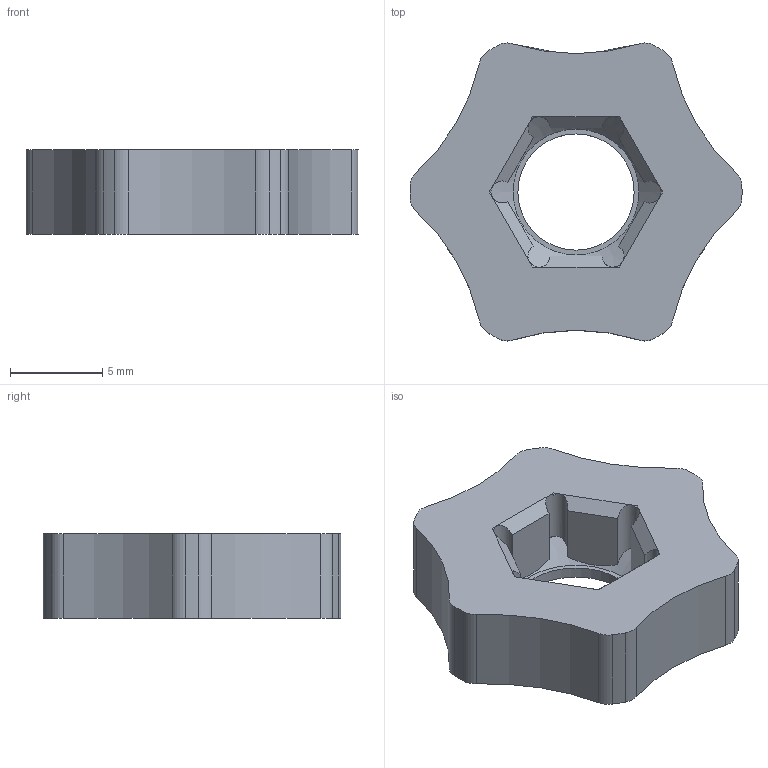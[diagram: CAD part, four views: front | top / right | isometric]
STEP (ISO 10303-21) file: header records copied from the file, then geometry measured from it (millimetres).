
FILE_DESCRIPTION(/* description */ (''),/* implementation_level */ '2;1');
FILE_NAME(/* name */ 'tc-knob-calibration-cylinder.stp',/* time_stamp */ '2023-12-19T13:05:22+01:00',/* author */ ('Dominik Tebich'),/* organization */ (''),/* preprocessor_version */ 'ST-DEVELOPER v19.2',/* originating_system */ 'Autodesk Inventor 2023',/* authorisation */ '');
FILE_SCHEMA (('AUTOMOTIVE_DESIGN { 1 0 10303 214 3 1 1 }'));
Length unit declared in the file: millimetre
Products named in the file (1): tc-knob-calibration-cylinder_R1
Bounding box: 18 x 16.15 x 4.6 mm (x, y, z)
Volume: 753.3 mm3; surface area: 732.3 mm2
Topology: 1 solids, 1 shells, 61 faces, 159 edges, 102 vertices
Faces by surface type: cylinder 32, plane 27, bspline 1, cone 1
Full cylindrical faces by diameter (mm): 6.3 x1
Entity records: 2126 total; most frequent: CARTESIAN_POINT 549, DIRECTION 341, ORIENTED_EDGE 318, EDGE_CURVE 159, AXIS2_PLACEMENT_3D 136, VERTEX_POINT 102, LINE 69, VECTOR 69
